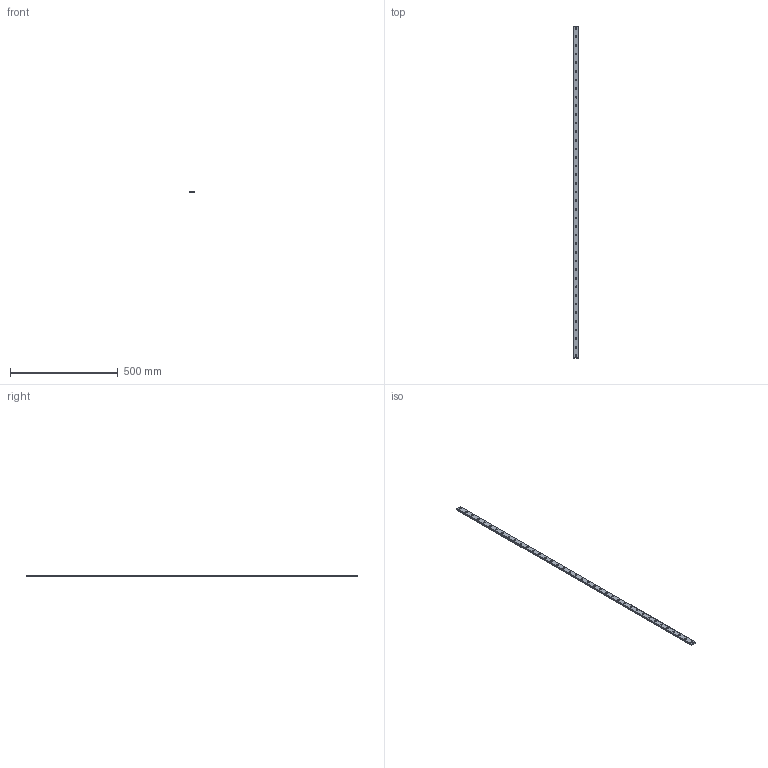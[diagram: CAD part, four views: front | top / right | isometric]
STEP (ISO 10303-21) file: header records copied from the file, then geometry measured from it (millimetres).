
FILE_DESCRIPTION(('STEP AP214'),'1');
FILE_NAME('cctmp_DD5D4C06-EADE-417A-9A01-5E89180D39B8_2021_02_23_22_03_37_0362..stp','2021-02-23T21:03:37',('HIWIN GmbH'),('CADClick - www.CADClick.com'),'Spatial InterOp 3D',' ','unknown authorization');
FILE_SCHEMA(('AUTOMOTIVE_DESIGN'));
Length unit declared in the file: millimetre
Products named in the file (1): MGWR12R1540CM_FILE
Bounding box: 24 x 1540 x 8.5 mm (x, y, z)
Volume: 296917.4 mm3; surface area: 114801.6 mm2
Topology: 1 solids, 1 shells, 446 faces, 969 edges, 646 vertices
Faces by surface type: cylinder 250, plane 196
Entity records: 15985 total; most frequent: DIRECTION 2363, CARTESIAN_POINT 2062, ORIENTED_EDGE 1938, EDGE_CURVE 969, AXIS2_PLACEMENT_3D 947, VERTEX_POINT 646, EDGE_LOOP 567, CIRCLE 500
